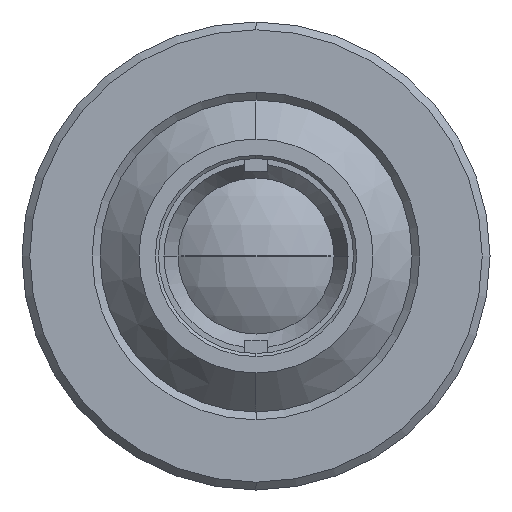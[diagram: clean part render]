
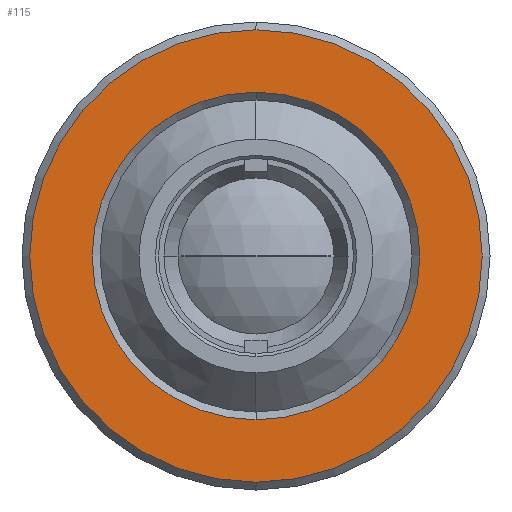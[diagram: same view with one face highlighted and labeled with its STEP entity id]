
A CAD part, left-side view. The second image highlights one B-rep face of the part: STEP entity #115.
In plain terms, the highlighted planar face has unit normal (-1, 0, 0).
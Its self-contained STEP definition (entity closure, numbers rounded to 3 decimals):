
#24 = PLANE ( 'NONE',  #1180 ) ;
#60 = FACE_BOUND ( 'NONE', #1891, .T. ) ;
#115 = ADVANCED_FACE ( 'NONE', ( #60, #2018 ), #24, .F. ) ;
#134 = CIRCLE ( 'NONE', #1347, 10.5 ) ;
#165 = CARTESIAN_POINT ( 'NONE',  ( 20.226, 0., 10.5 ) ) ;
#172 = AXIS2_PLACEMENT_3D ( 'NONE', #2068, #805, #1913 ) ;
#240 = CIRCLE ( 'NONE', #172, 10.5 ) ;
#400 = ORIENTED_EDGE ( 'NONE', *, *, #1938, .T. ) ;
#456 = VERTEX_POINT ( 'NONE', #165 ) ;
#557 = DIRECTION ( 'NONE',  ( 1., 0., 0. ) ) ;
#562 = CIRCLE ( 'NONE', #1994, 14.5 ) ;
#588 = CARTESIAN_POINT ( 'NONE',  ( 20.226, 0., -10.5 ) ) ;
#645 = DIRECTION ( 'NONE',  ( 0., 0., -1. ) ) ;
#710 = CARTESIAN_POINT ( 'NONE',  ( 20.226, 11., 0. ) ) ;
#737 = CARTESIAN_POINT ( 'NONE',  ( 20.226, 0., 0. ) ) ;
#779 = ORIENTED_EDGE ( 'NONE', *, *, #1860, .T. ) ;
#805 = DIRECTION ( 'NONE',  ( 1., 0., 0. ) ) ;
#818 = CARTESIAN_POINT ( 'NONE',  ( 20.226, 0., 0. ) ) ;
#832 = VERTEX_POINT ( 'NONE', #1223 ) ;
#923 = CARTESIAN_POINT ( 'NONE',  ( 20.226, 0., 14.5 ) ) ;
#1022 = VERTEX_POINT ( 'NONE', #923 ) ;
#1178 = DIRECTION ( 'NONE',  ( -1., 0., 0. ) ) ;
#1180 = AXIS2_PLACEMENT_3D ( 'NONE', #710, #1885, #1200 ) ;
#1200 = DIRECTION ( 'NONE',  ( 0., 0., -1. ) ) ;
#1223 = CARTESIAN_POINT ( 'NONE',  ( 20.226, 0., -14.5 ) ) ;
#1225 = DIRECTION ( 'NONE',  ( 0., 0., -1. ) ) ;
#1335 = EDGE_LOOP ( 'NONE', ( #2103, #1635 ) ) ;
#1347 = AXIS2_PLACEMENT_3D ( 'NONE', #737, #557, #1225 ) ;
#1356 = DIRECTION ( 'NONE',  ( 0., 0., -1. ) ) ;
#1455 = VERTEX_POINT ( 'NONE', #588 ) ;
#1635 = ORIENTED_EDGE ( 'NONE', *, *, #2104, .T. ) ;
#1679 = CARTESIAN_POINT ( 'NONE',  ( 20.226, 0., 0. ) ) ;
#1753 = CIRCLE ( 'NONE', #2027, 14.5 ) ;
#1821 = EDGE_CURVE ( 'NONE', #832, #1022, #562, .T. ) ;
#1837 = DIRECTION ( 'NONE',  ( -1., 0., 0. ) ) ;
#1860 = EDGE_CURVE ( 'NONE', #1455, #456, #240, .T. ) ;
#1885 = DIRECTION ( 'NONE',  ( 1., 0., 0. ) ) ;
#1891 = EDGE_LOOP ( 'NONE', ( #400, #779 ) ) ;
#1913 = DIRECTION ( 'NONE',  ( 0., 0., -1. ) ) ;
#1938 = EDGE_CURVE ( 'NONE', #456, #1455, #134, .T. ) ;
#1994 = AXIS2_PLACEMENT_3D ( 'NONE', #1679, #1837, #1356 ) ;
#2018 = FACE_OUTER_BOUND ( 'NONE', #1335, .T. ) ;
#2027 = AXIS2_PLACEMENT_3D ( 'NONE', #818, #1178, #645 ) ;
#2068 = CARTESIAN_POINT ( 'NONE',  ( 20.226, 0., 0. ) ) ;
#2103 = ORIENTED_EDGE ( 'NONE', *, *, #1821, .T. ) ;
#2104 = EDGE_CURVE ( 'NONE', #1022, #832, #1753, .T. ) ;
